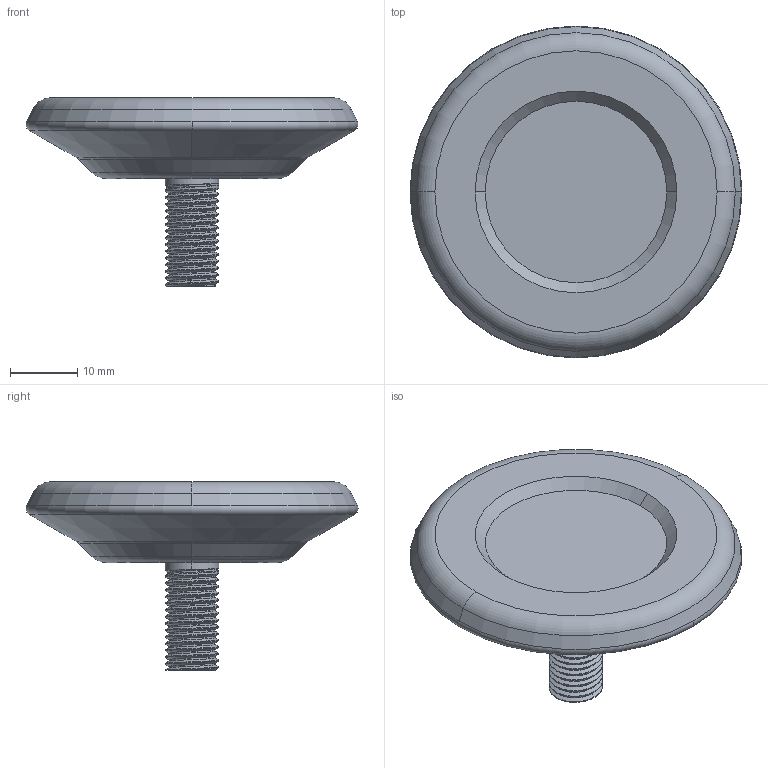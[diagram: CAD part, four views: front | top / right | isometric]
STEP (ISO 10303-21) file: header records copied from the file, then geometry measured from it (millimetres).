
FILE_DESCRIPTION((''),'2;1');
FILE_NAME('2ET0001_1','2020-08-03T20:38:28',('sa'),('捷昌驱动'),'CREO PARAMETRIC BY PTC INC, 2018100','CREO PARAMETRIC BY PTC INC, 2018100','');
FILE_SCHEMA(('CONFIG_CONTROL_DESIGN'));
Length unit declared in the file: millimetre
Products named in the file (1): 2ET0001_1
Bounding box: 49.39 x 49.39 x 28 mm (x, y, z)
Volume: 16252.8 mm3; surface area: 5132.6 mm2
Topology: 1 solids, 1 shells, 69 faces, 181 edges, 116 vertices
Faces by surface type: cylinder 31, bspline 17, cone 8, torus 8, plane 4, extrusion 1
Entity records: 5335 total; most frequent: CARTESIAN_POINT 3786, ORIENTED_EDGE 362, DIRECTION 236, EDGE_CURVE 181, VERTEX_POINT 116, AXIS2_PLACEMENT_3D 90, B_SPLINE_CURVE_WITH_KNOTS 88, EDGE_LOOP 71
